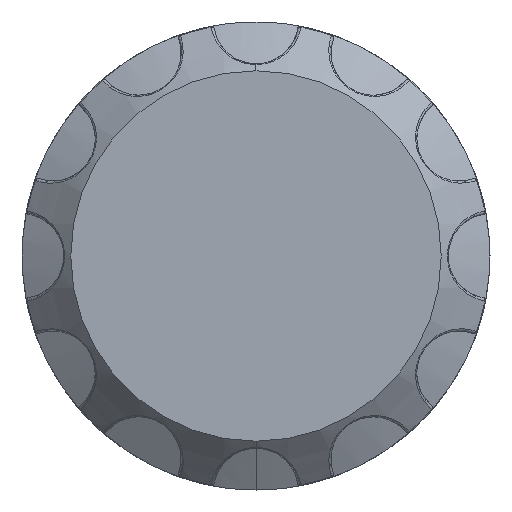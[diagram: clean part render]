
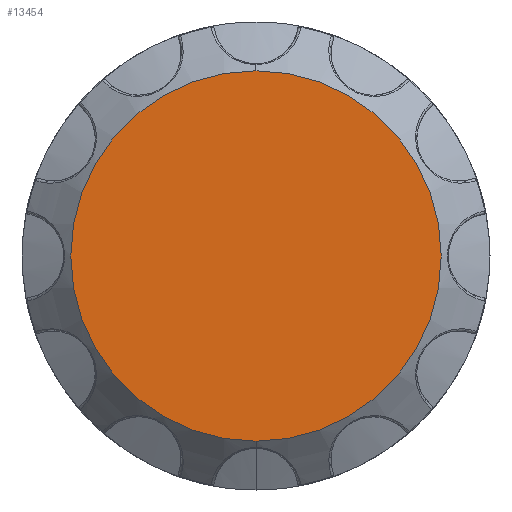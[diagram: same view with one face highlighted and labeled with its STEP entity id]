
A CAD part, left-side view. The second image highlights one B-rep face of the part: STEP entity #13454.
In plain terms, the highlighted planar face has unit normal (-1, 0, 0).
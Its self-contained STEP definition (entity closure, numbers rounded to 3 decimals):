
#169 = EDGE_CURVE ( 'NONE', #11496, #2841, #7339, .T. ) ;
#838 = CARTESIAN_POINT ( 'NONE',  ( -77.4, 0., 13.1 ) ) ;
#1942 = DIRECTION ( 'NONE',  ( 1., 0., 0. ) ) ;
#2841 = VERTEX_POINT ( 'NONE', #838 ) ;
#2976 = EDGE_CURVE ( 'NONE', #2841, #11496, #5003, .T. ) ;
#4842 = CARTESIAN_POINT ( 'NONE',  ( -77.4, 0., 0. ) ) ;
#5003 = CIRCLE ( 'NONE', #12274, 13.1 ) ;
#5024 = DIRECTION ( 'NONE',  ( 0., 0., -1. ) ) ;
#5856 = CARTESIAN_POINT ( 'NONE',  ( -77.4, 0., -13.1 ) ) ;
#5964 = ORIENTED_EDGE ( 'NONE', *, *, #2976, .F. ) ;
#6964 = DIRECTION ( 'NONE',  ( 0., 0., -1. ) ) ;
#7339 = CIRCLE ( 'NONE', #10868, 13.1 ) ;
#8378 = EDGE_LOOP ( 'NONE', ( #8549, #5964 ) ) ;
#8549 = ORIENTED_EDGE ( 'NONE', *, *, #169, .F. ) ;
#9835 = PLANE ( 'NONE',  #13187 ) ;
#10868 = AXIS2_PLACEMENT_3D ( 'NONE', #4842, #13241, #6964 ) ;
#11496 = VERTEX_POINT ( 'NONE', #5856 ) ;
#11908 = CARTESIAN_POINT ( 'NONE',  ( -77.4, 0., 0. ) ) ;
#11926 = FACE_OUTER_BOUND ( 'NONE', #8378, .T. ) ;
#12274 = AXIS2_PLACEMENT_3D ( 'NONE', #13556, #1942, #5024 ) ;
#13009 = DIRECTION ( 'NONE',  ( -1., 0., 0. ) ) ;
#13049 = DIRECTION ( 'NONE',  ( 0., 0., 1. ) ) ;
#13187 = AXIS2_PLACEMENT_3D ( 'NONE', #11908, #13009, #13049 ) ;
#13241 = DIRECTION ( 'NONE',  ( 1., 0., 0. ) ) ;
#13454 = ADVANCED_FACE ( 'NONE', ( #11926 ), #9835, .T. ) ;
#13556 = CARTESIAN_POINT ( 'NONE',  ( -77.4, 0., 0. ) ) ;
